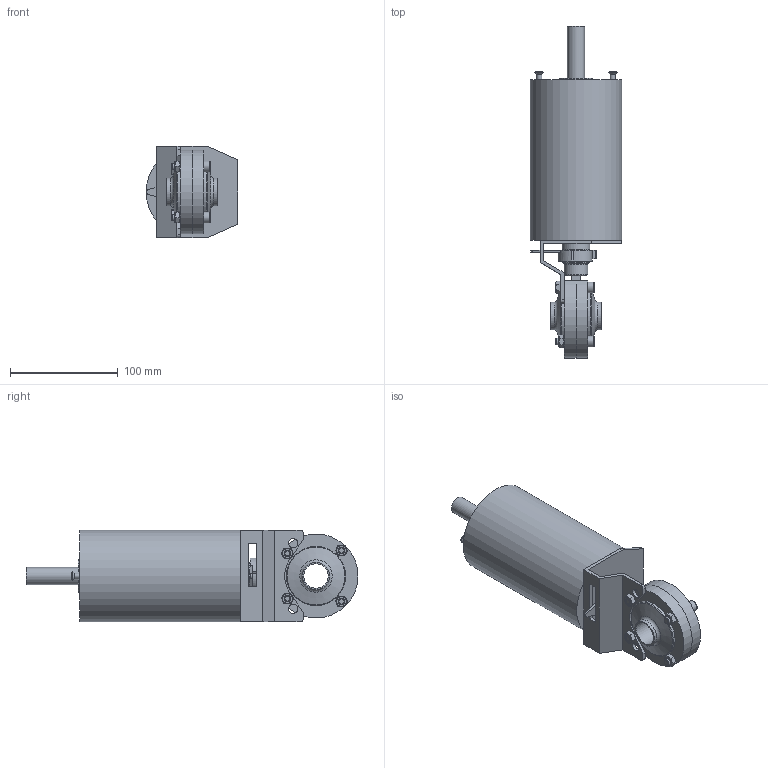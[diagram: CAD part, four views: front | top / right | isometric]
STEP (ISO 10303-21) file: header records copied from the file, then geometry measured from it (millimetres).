
FILE_DESCRIPTION( ( 'STEP AP203' ), ' ' );
FILE_NAME( '9612628551.stp', '2017-01-13T09:12:30', ( '' ), ( '' ), ' ', 'PARTsolutions', ' ' );
FILE_SCHEMA( ( 'CONFIG_CONTROL_DESIGN' ) );
Length unit declared in the file: millimetre
Products named in the file (8): 9612628551; _LKB Butterfly (1,H10,085,1)_r; _Mounting Bracket LKLA 085 H10; _LKLA-T Without coupling 085; _Coupling LKLA 085 Doc clutch H10; _Activation ring H10; _LKB/LKB-2 valve body pin H10; _LKB Butterfly (1,H10,085,0)_l
Assembly tree (7 placements, depth 2):
  9612628551
    _LKB Butterfly (1,H10,085,1)_r
    _Mounting Bracket LKLA 085 H10
    _LKLA-T Without coupling 085
    _Coupling LKLA 085 Doc clutch H10
    _Activation ring H10
    _LKB/LKB-2 valve body pin H10
    _LKB Butterfly (1,H10,085,0)_l
Bounding box: 85 x 308.3 x 85 mm (x, y, z)
Volume: 1021356.8 mm3; surface area: 115981.2 mm2
Topology: 7 solids, 7 shells, 221 faces, 514 edges, 339 vertices
Faces by surface type: plane 129, cylinder 56, cone 23, torus 13
Full cylindrical faces by diameter (mm): 5 x2, 6 x6, 6.5 x2, 7 x8, 8.5 x2, 10 x4, 12 x1, 16 x1, 22 x1, 22.5 x2, 25 x2, 25.6 x2, 26 x1, 29.8 x1, 34 x1, 55 x2, 85 x1
Entity records: 6331 total; most frequent: CARTESIAN_POINT 1389, DIRECTION 974, ORIENTED_EDGE 826, EDGE_CURVE 413, AXIS2_PLACEMENT_3D 380, EDGE_LOOP 354, VERTEX_POINT 315, FACE_OUTER_BOUND 273
